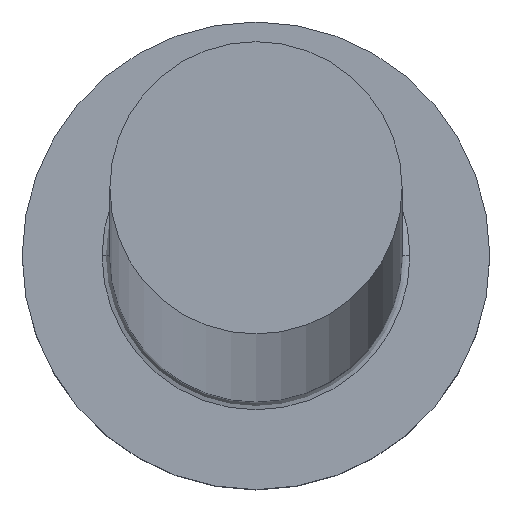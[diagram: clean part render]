
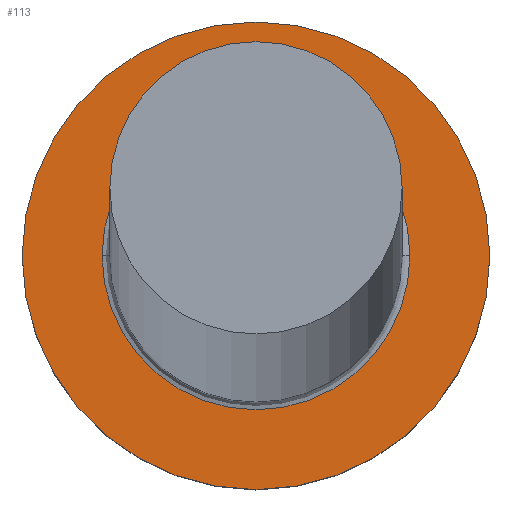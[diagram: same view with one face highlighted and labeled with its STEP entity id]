
A CAD part, top view. The second image highlights one B-rep face of the part: STEP entity #113.
In plain terms, the highlighted planar face has unit normal (0, 0, 1).
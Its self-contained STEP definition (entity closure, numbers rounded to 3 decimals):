
#5 = DIRECTION ( 'NONE',  ( 0., 0., 1. ) ) ;
#6 = DIRECTION ( 'NONE',  ( 1., 0., 0. ) ) ;
#11 = DIRECTION ( 'NONE',  ( 0., 0., 1. ) ) ;
#13 = AXIS2_PLACEMENT_3D ( 'NONE', #54, #32, #6 ) ;
#19 = EDGE_CURVE ( 'NONE', #119, #204, #44, .T. ) ;
#24 = EDGE_CURVE ( 'NONE', #279, #163, #238, .T. ) ;
#25 = EDGE_LOOP ( 'NONE', ( #235, #302 ) ) ;
#26 = CARTESIAN_POINT ( 'NONE',  ( -3.95, 0., 5. ) ) ;
#29 = FACE_OUTER_BOUND ( 'NONE', #25, .T. ) ;
#32 = DIRECTION ( 'NONE',  ( 0., 0., 1. ) ) ;
#44 = CIRCLE ( 'NONE', #199, 3.95 ) ;
#49 = AXIS2_PLACEMENT_3D ( 'NONE', #215, #5, #190 ) ;
#53 = ORIENTED_EDGE ( 'NONE', *, *, #272, .T. ) ;
#54 = CARTESIAN_POINT ( 'NONE',  ( 0., 0., 5. ) ) ;
#74 = DIRECTION ( 'NONE',  ( 0., 0., -1. ) ) ;
#113 = ADVANCED_FACE ( 'NONE', ( #166, #29 ), #124, .T. ) ;
#119 = VERTEX_POINT ( 'NONE', #26 ) ;
#124 = PLANE ( 'NONE',  #49 ) ;
#131 = DIRECTION ( 'NONE',  ( 1., 0., 0. ) ) ;
#138 = ORIENTED_EDGE ( 'NONE', *, *, #19, .T. ) ;
#163 = VERTEX_POINT ( 'NONE', #173 ) ;
#166 = FACE_BOUND ( 'NONE', #185, .T. ) ;
#173 = CARTESIAN_POINT ( 'NONE',  ( 6., 0., 5. ) ) ;
#177 = DIRECTION ( 'NONE',  ( 1., 0., 0. ) ) ;
#185 = EDGE_LOOP ( 'NONE', ( #53, #138 ) ) ;
#190 = DIRECTION ( 'NONE',  ( 1., 0., 0. ) ) ;
#193 = CARTESIAN_POINT ( 'NONE',  ( 0., 0., 5. ) ) ;
#194 = CARTESIAN_POINT ( 'NONE',  ( 0., 0., 5. ) ) ;
#198 = AXIS2_PLACEMENT_3D ( 'NONE', #194, #11, #177 ) ;
#199 = AXIS2_PLACEMENT_3D ( 'NONE', #240, #74, #266 ) ;
#204 = VERTEX_POINT ( 'NONE', #212 ) ;
#207 = EDGE_CURVE ( 'NONE', #163, #279, #210, .T. ) ;
#210 = CIRCLE ( 'NONE', #198, 6. ) ;
#212 = CARTESIAN_POINT ( 'NONE',  ( 3.95, 0., 5. ) ) ;
#215 = CARTESIAN_POINT ( 'NONE',  ( 0., 0., 5. ) ) ;
#221 = DIRECTION ( 'NONE',  ( 0., 0., -1. ) ) ;
#235 = ORIENTED_EDGE ( 'NONE', *, *, #24, .T. ) ;
#238 = CIRCLE ( 'NONE', #13, 6. ) ;
#240 = CARTESIAN_POINT ( 'NONE',  ( 0., 0., 5. ) ) ;
#245 = CIRCLE ( 'NONE', #277, 3.95 ) ;
#266 = DIRECTION ( 'NONE',  ( 1., 0., 0. ) ) ;
#267 = CARTESIAN_POINT ( 'NONE',  ( -6., 0., 5. ) ) ;
#272 = EDGE_CURVE ( 'NONE', #204, #119, #245, .T. ) ;
#277 = AXIS2_PLACEMENT_3D ( 'NONE', #193, #221, #131 ) ;
#279 = VERTEX_POINT ( 'NONE', #267 ) ;
#302 = ORIENTED_EDGE ( 'NONE', *, *, #207, .T. ) ;
